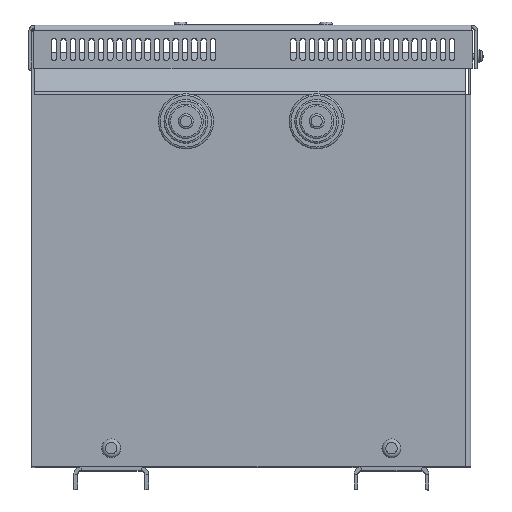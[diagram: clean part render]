
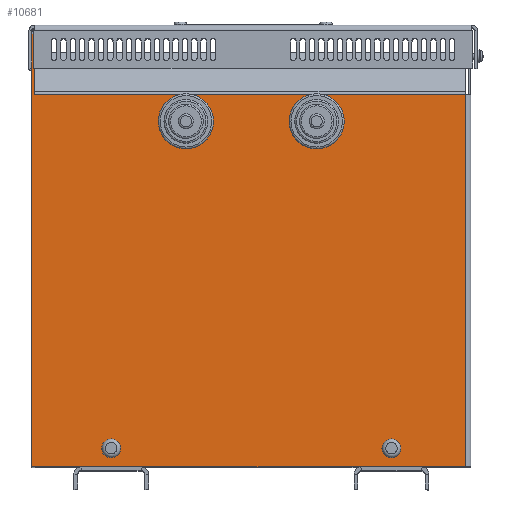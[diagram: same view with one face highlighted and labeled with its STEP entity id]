
A CAD part, top view. The second image highlights one B-rep face of the part: STEP entity #10681.
In plain terms, the highlighted planar face has unit normal (0, 0, 1).
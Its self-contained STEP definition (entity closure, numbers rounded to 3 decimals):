
#181=FACE_BOUND('',#1791,.T.);
#182=FACE_BOUND('',#1792,.T.);
#183=FACE_BOUND('',#1793,.T.);
#184=FACE_BOUND('',#1794,.T.);
#443=CIRCLE('',#11497,11.);
#444=CIRCLE('',#11498,11.);
#445=CIRCLE('',#11499,2.5);
#446=CIRCLE('',#11500,2.5);
#1184=FACE_OUTER_BOUND('',#1790,.T.);
#1790=EDGE_LOOP('',(#7340,#7341,#7342,#7343,#7344,#7345));
#1791=EDGE_LOOP('',(#7346));
#1792=EDGE_LOOP('',(#7347));
#1793=EDGE_LOOP('',(#7348));
#1794=EDGE_LOOP('',(#7349));
#2690=LINE('',#16037,#3704);
#2700=LINE('',#16061,#3714);
#2701=LINE('',#16063,#3715);
#2702=LINE('',#16065,#3716);
#2703=LINE('',#16067,#3717);
#2704=LINE('',#16068,#3718);
#3704=VECTOR('',#12731,10.);
#3714=VECTOR('',#12759,10.);
#3715=VECTOR('',#12760,10.);
#3716=VECTOR('',#12761,10.);
#3717=VECTOR('',#12762,10.);
#3718=VECTOR('',#12763,10.);
#4706=VERTEX_POINT('',#16033);
#4707=VERTEX_POINT('',#16035);
#4712=VERTEX_POINT('',#16060);
#4713=VERTEX_POINT('',#16062);
#4714=VERTEX_POINT('',#16064);
#4715=VERTEX_POINT('',#16066);
#4716=VERTEX_POINT('',#16069);
#4717=VERTEX_POINT('',#16071);
#4718=VERTEX_POINT('',#16073);
#4719=VERTEX_POINT('',#16075);
#5748=EDGE_CURVE('',#4706,#4707,#2690,.T.);
#5760=EDGE_CURVE('',#4712,#4707,#2700,.T.);
#5761=EDGE_CURVE('',#4713,#4712,#2701,.T.);
#5762=EDGE_CURVE('',#4713,#4714,#2702,.T.);
#5763=EDGE_CURVE('',#4714,#4715,#2703,.T.);
#5764=EDGE_CURVE('',#4715,#4706,#2704,.T.);
#5765=EDGE_CURVE('',#4716,#4716,#443,.T.);
#5766=EDGE_CURVE('',#4717,#4717,#444,.T.);
#5767=EDGE_CURVE('',#4718,#4718,#445,.T.);
#5768=EDGE_CURVE('',#4719,#4719,#446,.T.);
#7340=ORIENTED_EDGE('',*,*,#5748,.T.);
#7341=ORIENTED_EDGE('',*,*,#5760,.F.);
#7342=ORIENTED_EDGE('',*,*,#5761,.F.);
#7343=ORIENTED_EDGE('',*,*,#5762,.T.);
#7344=ORIENTED_EDGE('',*,*,#5763,.T.);
#7345=ORIENTED_EDGE('',*,*,#5764,.T.);
#7346=ORIENTED_EDGE('',*,*,#5765,.T.);
#7347=ORIENTED_EDGE('',*,*,#5766,.T.);
#7348=ORIENTED_EDGE('',*,*,#5767,.T.);
#7349=ORIENTED_EDGE('',*,*,#5768,.T.);
#10327=PLANE('',#11496);
#10681=ADVANCED_FACE('',(#1184,#181,#182,#183,#184),#10327,.T.);
#11496=AXIS2_PLACEMENT_3D('',#16059,#12757,#12758);
#11497=AXIS2_PLACEMENT_3D('',#16070,#12764,#12765);
#11498=AXIS2_PLACEMENT_3D('',#16072,#12766,#12767);
#11499=AXIS2_PLACEMENT_3D('',#16074,#12768,#12769);
#11500=AXIS2_PLACEMENT_3D('',#16076,#12770,#12771);
#12731=DIRECTION('',(-1.,0.,0.));
#12757=DIRECTION('center_axis',(0.,0.,1.));
#12758=DIRECTION('ref_axis',(1.,0.,0.));
#12759=DIRECTION('',(0.,1.,0.));
#12760=DIRECTION('',(-1.,0.,0.));
#12761=DIRECTION('',(0.,1.,0.));
#12762=DIRECTION('',(-1.,0.,0.));
#12763=DIRECTION('',(0.,1.,0.));
#12764=DIRECTION('center_axis',(0.,0.,-1.));
#12765=DIRECTION('ref_axis',(1.,0.,0.));
#12766=DIRECTION('center_axis',(0.,0.,-1.));
#12767=DIRECTION('ref_axis',(1.,0.,0.));
#12768=DIRECTION('center_axis',(0.,0.,-1.));
#12769=DIRECTION('ref_axis',(-1.,0.,0.));
#12770=DIRECTION('center_axis',(0.,0.,-1.));
#12771=DIRECTION('ref_axis',(-1.,0.,0.));
#16033=CARTESIAN_POINT('',(1.5,232.,1.5));
#16035=CARTESIAN_POINT('',(0.,232.,1.5));
#16037=CARTESIAN_POINT('',(59.5,232.,1.5));
#16059=CARTESIAN_POINT('Origin',(117.5,100.,1.5));
#16060=CARTESIAN_POINT('',(0.,0.,1.5));
#16061=CARTESIAN_POINT('',(0.,200.,1.5));
#16062=CARTESIAN_POINT('',(232.,0.,1.5));
#16063=CARTESIAN_POINT('',(0.,0.,1.5));
#16064=CARTESIAN_POINT('',(232.,199.196,1.5));
#16065=CARTESIAN_POINT('',(232.,50.,1.5));
#16066=CARTESIAN_POINT('',(1.5,199.196,1.5));
#16067=CARTESIAN_POINT('',(174.75,199.196,1.5));
#16068=CARTESIAN_POINT('',(1.5,149.598,1.5));
#16069=CARTESIAN_POINT('',(93.5,185.,1.5));
#16070=CARTESIAN_POINT('Origin',(82.5,185.,1.5));
#16071=CARTESIAN_POINT('',(163.5,185.,1.5));
#16072=CARTESIAN_POINT('Origin',(152.5,185.,1.5));
#16073=CARTESIAN_POINT('',(195.,10.,1.5));
#16074=CARTESIAN_POINT('Origin',(192.5,10.,1.5));
#16075=CARTESIAN_POINT('',(45.,10.,1.5));
#16076=CARTESIAN_POINT('Origin',(42.5,10.,1.5));
